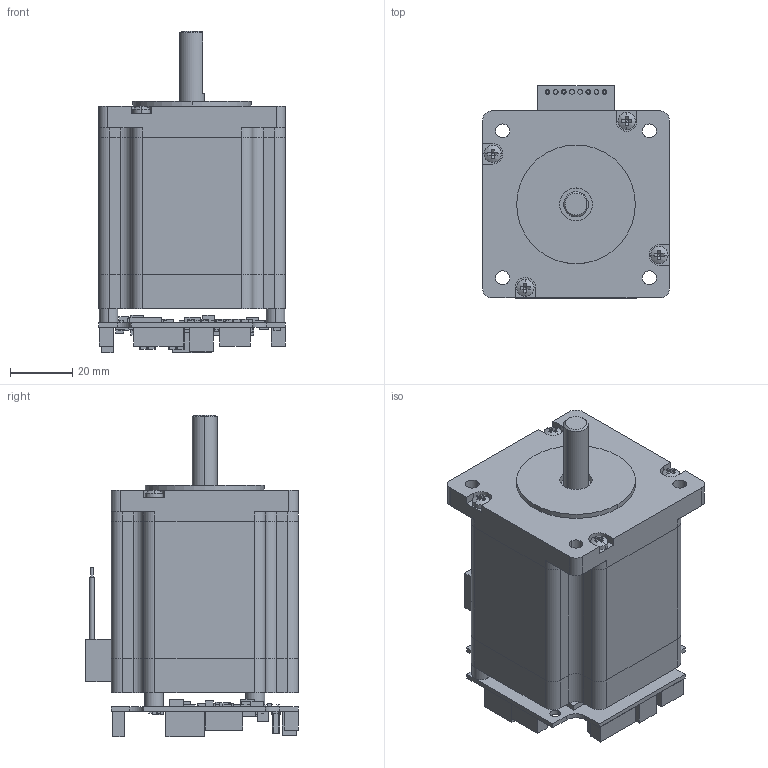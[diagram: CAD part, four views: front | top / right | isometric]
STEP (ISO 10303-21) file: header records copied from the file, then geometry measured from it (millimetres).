
FILE_DESCRIPTION (( 'STEP AP214' ), '1' );
FILE_NAME ('PD60-3-1160.STEP', '2016-10-18T05:50:46', ( 'Pearu Orusalu' ), ( 'Microsoft' ), 'SwSTEP 2.0', 'SolidWorks 2016', '' );
FILE_SCHEMA (( 'AUTOMOTIVE_DESIGN' ));
Length unit declared in the file: millimetre
Products named in the file (3): PD60-3-1160; TMCM-1160_V11; NEMA24-60sh45-2804af001_reva_PD60-3-1160
Assembly tree (2 placements, depth 2):
  PD60-3-1160
    NEMA24-60sh45-2804af001_reva_PD60-3-1160
    TMCM-1160_V11
Bounding box: 60 x 68.15 x 103.13 mm (x, y, z)
Volume: 221448.7 mm3; surface area: 35020.2 mm2
Topology: 2 solids, 2 shells, 1285 faces, 3098 edges, 2015 vertices
Faces by surface type: plane 1149, cylinder 125, bspline 8, cone 3
Entity records: 50889 total; most frequent: CARTESIAN_POINT 6733, ORIENTED_EDGE 6196, DIRECTION 5843, EDGE_CURVE 3098, VECTOR 2793, LINE 2793, VERTEX_POINT 2015, AXIS2_PLACEMENT_3D 1525
